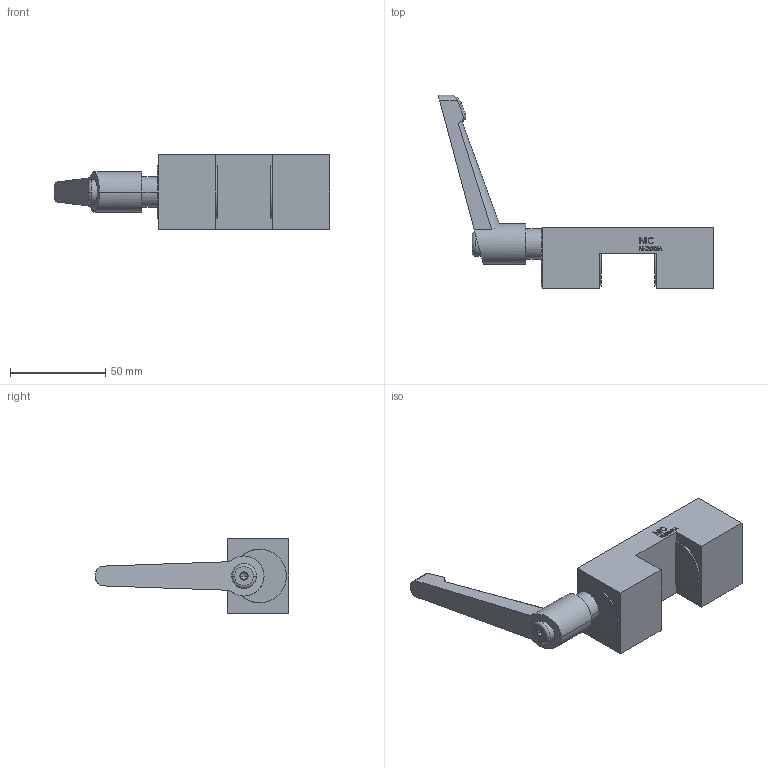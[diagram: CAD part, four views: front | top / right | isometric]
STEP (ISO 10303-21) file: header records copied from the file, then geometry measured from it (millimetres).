
FILE_DESCRIPTION((''),'2;1');
FILE_NAME('NK3001A-NIC','2023-07-12T21:36:43',('lx'),(''),'CREO PARAMETRIC BY PTC INC, 2018100','CREO PARAMETRIC BY PTC INC, 2018100','');
FILE_SCHEMA(('CONFIG_CONTROL_DESIGN'));
Length unit declared in the file: millimetre
Products named in the file (1): NK3001A-NIC
Bounding box: 144.5 x 101.5 x 39 mm (x, y, z)
Volume: 109786.2 mm3; surface area: 23637 mm2
Topology: 1 solids, 3 shells, 332 faces, 908 edges, 602 vertices
Faces by surface type: plane 280, cylinder 38, cone 10, torus 3, bspline 1
Entity records: 10619 total; most frequent: CARTESIAN_POINT 2201, ORIENTED_EDGE 1810, DIRECTION 1581, EDGE_CURVE 906, VECTOR 791, LINE 791, VERTEX_POINT 602, AXIS2_PLACEMENT_3D 395
